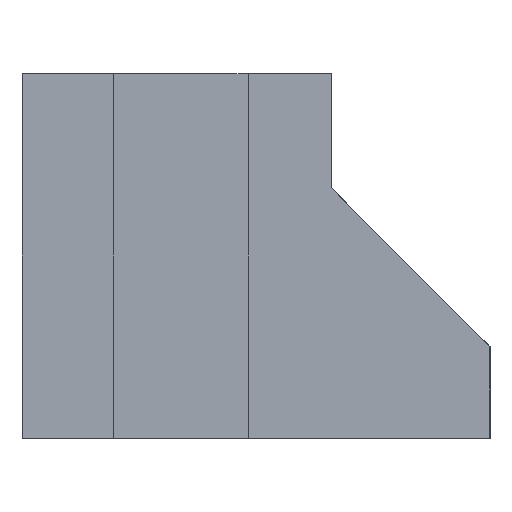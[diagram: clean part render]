
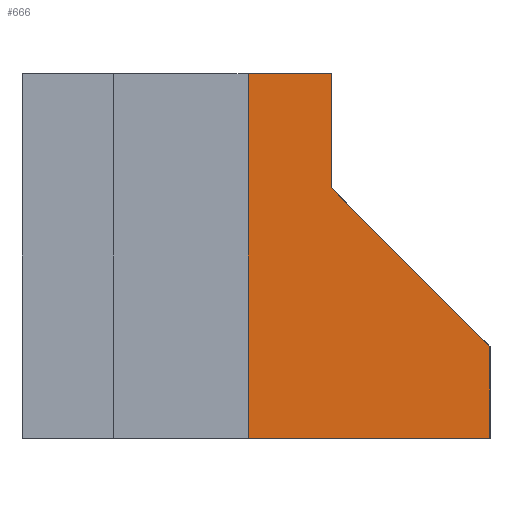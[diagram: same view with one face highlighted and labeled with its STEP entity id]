
A CAD part, left-side view. The second image highlights one B-rep face of the part: STEP entity #666.
In plain terms, the highlighted planar face has unit normal (-1, 0, 0).
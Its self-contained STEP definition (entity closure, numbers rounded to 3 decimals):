
#36=FACE_OUTER_BOUND('',#71,.T.);
#71=EDGE_LOOP('',(#446,#447,#448,#449,#450,#451));
#108=LINE('',#964,#191);
#111=LINE('',#972,#194);
#112=LINE('',#974,#195);
#113=LINE('',#976,#196);
#114=LINE('',#978,#197);
#115=LINE('',#979,#198);
#191=VECTOR('',#774,10.);
#194=VECTOR('',#781,10.);
#195=VECTOR('',#782,10.);
#196=VECTOR('',#783,10.);
#197=VECTOR('',#784,10.);
#198=VECTOR('',#785,10.);
#277=VERTEX_POINT('',#961);
#278=VERTEX_POINT('',#963);
#281=VERTEX_POINT('',#971);
#282=VERTEX_POINT('',#973);
#283=VERTEX_POINT('',#975);
#284=VERTEX_POINT('',#977);
#343=EDGE_CURVE('',#277,#278,#108,.T.);
#347=EDGE_CURVE('',#281,#277,#111,.T.);
#348=EDGE_CURVE('',#281,#282,#112,.T.);
#349=EDGE_CURVE('',#282,#283,#113,.T.);
#350=EDGE_CURVE('',#283,#284,#114,.T.);
#351=EDGE_CURVE('',#278,#284,#115,.T.);
#446=ORIENTED_EDGE('',*,*,#343,.F.);
#447=ORIENTED_EDGE('',*,*,#347,.F.);
#448=ORIENTED_EDGE('',*,*,#348,.T.);
#449=ORIENTED_EDGE('',*,*,#349,.T.);
#450=ORIENTED_EDGE('',*,*,#350,.T.);
#451=ORIENTED_EDGE('',*,*,#351,.F.);
#637=PLANE('',#717);
#666=ADVANCED_FACE('',(#36),#637,.T.);
#717=AXIS2_PLACEMENT_3D('',#970,#779,#780);
#774=DIRECTION('',(0.,-0.707,-0.707));
#779=DIRECTION('center_axis',(-1.,0.,0.));
#780=DIRECTION('ref_axis',(0.,1.,0.));
#781=DIRECTION('',(0.,0.,-1.));
#782=DIRECTION('',(0.,1.,0.));
#783=DIRECTION('',(0.,0.,-1.));
#784=DIRECTION('',(0.,-1.,0.));
#785=DIRECTION('',(0.,0.,-1.));
#961=CARTESIAN_POINT('',(33.15,-3.9,15.058));
#963=CARTESIAN_POINT('',(33.15,-5.9,13.058));
#964=CARTESIAN_POINT('',(33.15,-4.039,14.918));
#970=CARTESIAN_POINT('Origin',(33.15,-3.9,16.5));
#971=CARTESIAN_POINT('',(33.15,-3.9,16.5));
#972=CARTESIAN_POINT('',(33.15,-3.9,16.5));
#973=CARTESIAN_POINT('',(33.15,-2.85,16.5));
#974=CARTESIAN_POINT('',(33.15,-3.9,16.5));
#975=CARTESIAN_POINT('',(33.15,-2.85,11.9));
#976=CARTESIAN_POINT('',(33.15,-2.85,16.5));
#977=CARTESIAN_POINT('',(33.15,-5.9,11.9));
#978=CARTESIAN_POINT('',(33.15,-3.425,11.9));
#979=CARTESIAN_POINT('',(33.15,-5.9,15.058));
